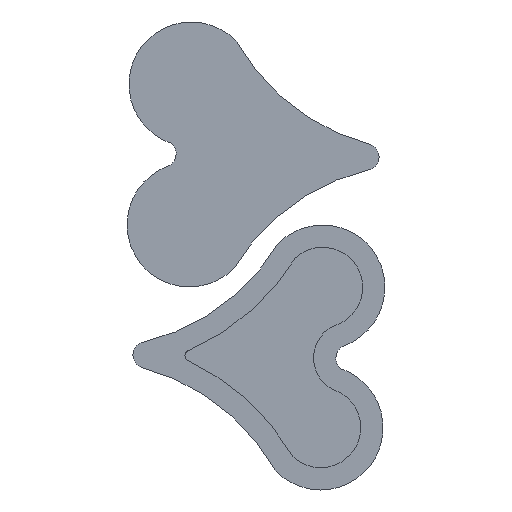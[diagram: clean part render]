
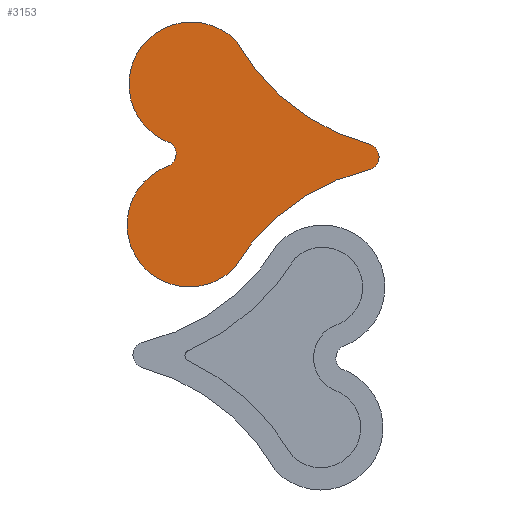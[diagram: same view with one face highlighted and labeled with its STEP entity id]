
A CAD part, left-side view. The second image highlights one B-rep face of the part: STEP entity #3153.
In plain terms, the highlighted free-form (B-spline) face has degree [1, 1] with [2, 2] control points.
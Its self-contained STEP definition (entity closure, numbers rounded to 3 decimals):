
#3153 = ADVANCED_FACE('',(#3154),#3208,.T.);
#3154 = FACE_BOUND('',#3155,.T.);
#3155 = EDGE_LOOP('',(#3156,#3166,#3176,#3184,#3194,#3202));
#3156 = ORIENTED_EDGE('',*,*,#3157,.F.);
#3157 = EDGE_CURVE('',#3158,#3160,#3162,.T.);
#3158 = VERTEX_POINT('',#3159);
#3159 = CARTESIAN_POINT('',(-29.698,154.689,
    178.445));
#3160 = VERTEX_POINT('',#3161);
#3161 = CARTESIAN_POINT('',(-29.698,43.903,
    93.281));
#3162 = ( BOUNDED_CURVE() B_SPLINE_CURVE(2,(#3163,#3164,#3165),
.UNSPECIFIED.,.F.,.F.) B_SPLINE_CURVE_WITH_KNOTS((3,3),(2.083,
2.889),.PIECEWISE_BEZIER_KNOTS.) CURVE() 
GEOMETRIC_REPRESENTATION_ITEM() RATIONAL_B_SPLINE_CURVE((1.,
0.92,1.)) REPRESENTATION_ITEM('') );
#3163 = CARTESIAN_POINT('',(-29.698,154.689,
    178.445));
#3164 = CARTESIAN_POINT('',(-29.698,117.446,
    112.253));
#3165 = CARTESIAN_POINT('',(-29.698,43.903,
    93.281));
#3166 = ORIENTED_EDGE('',*,*,#3167,.F.);
#3167 = EDGE_CURVE('',#3168,#3158,#3170,.T.);
#3168 = VERTEX_POINT('',#3169);
#3169 = CARTESIAN_POINT('',(-29.698,210.399,
    94.258));
#3170 = ( BOUNDED_CURVE() B_SPLINE_CURVE(2,(#3171,#3172,#3173,#3174,
#3175),.UNSPECIFIED.,.F.,.F.) B_SPLINE_CURVE_WITH_KNOTS((3,2,3),(
    0.344,2.155,3.967),
.PIECEWISE_BEZIER_KNOTS.) CURVE() GEOMETRIC_REPRESENTATION_ITEM() 
RATIONAL_B_SPLINE_CURVE((1.,0.617,1.,0.617,1.)) 
REPRESENTATION_ITEM('') );
#3171 = CARTESIAN_POINT('',(-29.698,210.399,
    94.258));
#3172 = CARTESIAN_POINT('',(-29.698,272.78,
    116.606));
#3173 = CARTESIAN_POINT('',(-29.698,236.212,
    171.866));
#3174 = CARTESIAN_POINT('',(-29.698,199.644,
    227.125));
#3175 = CARTESIAN_POINT('',(-29.698,154.689,
    178.445));
#3176 = ORIENTED_EDGE('',*,*,#3177,.F.);
#3177 = EDGE_CURVE('',#3178,#3168,#3180,.T.);
#3178 = VERTEX_POINT('',#3179);
#3179 = CARTESIAN_POINT('',(-29.698,210.653,
    75.559));
#3180 = ( BOUNDED_CURVE() B_SPLINE_CURVE(2,(#3181,#3182,#3183),
.UNSPECIFIED.,.F.,.F.) B_SPLINE_CURVE_WITH_KNOTS((3,3),(3.718,
5.68),.PIECEWISE_BEZIER_KNOTS.) CURVE() 
GEOMETRIC_REPRESENTATION_ITEM() RATIONAL_B_SPLINE_CURVE((1.,
0.556,1.)) REPRESENTATION_ITEM('') );
#3181 = CARTESIAN_POINT('',(-29.698,210.653,
    75.559));
#3182 = CARTESIAN_POINT('',(-29.698,196.552,
    84.719));
#3183 = CARTESIAN_POINT('',(-29.698,210.399,
    94.258));
#3184 = ORIENTED_EDGE('',*,*,#3185,.F.);
#3185 = EDGE_CURVE('',#3186,#3178,#3188,.T.);
#3186 = VERTEX_POINT('',#3187);
#3187 = CARTESIAN_POINT('',(-29.698,157.244,
    -10.107));
#3188 = ( BOUNDED_CURVE() B_SPLINE_CURVE(2,(#3189,#3190,#3191,#3192,
#3193),.UNSPECIFIED.,.F.,.F.) B_SPLINE_CURVE_WITH_KNOTS((3,2,3),(
    5.485,7.296,9.108),
.PIECEWISE_BEZIER_KNOTS.) CURVE() GEOMETRIC_REPRESENTATION_ITEM() 
RATIONAL_B_SPLINE_CURVE((1.,0.617,1.,0.617,1.)) 
REPRESENTATION_ITEM('') );
#3189 = CARTESIAN_POINT('',(-29.698,157.244,
    -10.107));
#3190 = CARTESIAN_POINT('',(-29.698,203.502,
    -57.551));
#3191 = CARTESIAN_POINT('',(-29.698,238.559,
    -1.321));
#3192 = CARTESIAN_POINT('',(-29.698,273.616,
    54.909));
#3193 = CARTESIAN_POINT('',(-29.698,210.653,
    75.559));
#3194 = ORIENTED_EDGE('',*,*,#3195,.F.);
#3195 = EDGE_CURVE('',#3196,#3186,#3198,.T.);
#3196 = VERTEX_POINT('',#3197);
#3197 = CARTESIAN_POINT('',(-29.698,44.191,
    72.024));
#3198 = ( BOUNDED_CURVE() B_SPLINE_CURVE(2,(#3199,#3200,#3201),
.UNSPECIFIED.,.F.,.F.) B_SPLINE_CURVE_WITH_KNOTS((3,3),(0.225,
1.031),.PIECEWISE_BEZIER_KNOTS.) CURVE() 
GEOMETRIC_REPRESENTATION_ITEM() RATIONAL_B_SPLINE_CURVE((1.,
0.92,1.)) REPRESENTATION_ITEM('') );
#3199 = CARTESIAN_POINT('',(-29.698,44.191,
    72.024));
#3200 = CARTESIAN_POINT('',(-29.698,118.221,
    55.052));
#3201 = CARTESIAN_POINT('',(-29.698,157.244,
    -10.107));
#3202 = ORIENTED_EDGE('',*,*,#3203,.F.);
#3203 = EDGE_CURVE('',#3160,#3196,#3204,.T.);
#3204 = ( BOUNDED_CURVE() B_SPLINE_CURVE(2,(#3205,#3206,#3207),
.UNSPECIFIED.,.F.,.F.) B_SPLINE_CURVE_WITH_KNOTS((3,3),(3.46,
5.992),.PIECEWISE_BEZIER_KNOTS.) CURVE() 
GEOMETRIC_REPRESENTATION_ITEM() RATIONAL_B_SPLINE_CURVE((1.,
0.3,1.)) REPRESENTATION_ITEM('') );
#3205 = CARTESIAN_POINT('',(-29.698,43.903,
    93.281));
#3206 = CARTESIAN_POINT('',(-29.698,10.285,
    82.195));
#3207 = CARTESIAN_POINT('',(-29.698,44.191,
    72.024));
#3208 = B_SPLINE_SURFACE_WITH_KNOTS('',1,1,(
    (#3209,#3210)
    ,(#3211,#3212
    )),.UNSPECIFIED.,.F.,.F.,.F.,(2,2),(2,2),(-136.881,
    14.298),(8.797,152.604),
  .PIECEWISE_BEZIER_KNOTS.);
#3209 = CARTESIAN_POINT('',(-29.698,36.249,
    -25.797));
#3210 = CARTESIAN_POINT('',(-29.698,246.428,
    -25.797));
#3211 = CARTESIAN_POINT('',(-29.698,36.249,
    195.157));
#3212 = CARTESIAN_POINT('',(-29.698,246.428,
    195.157));
